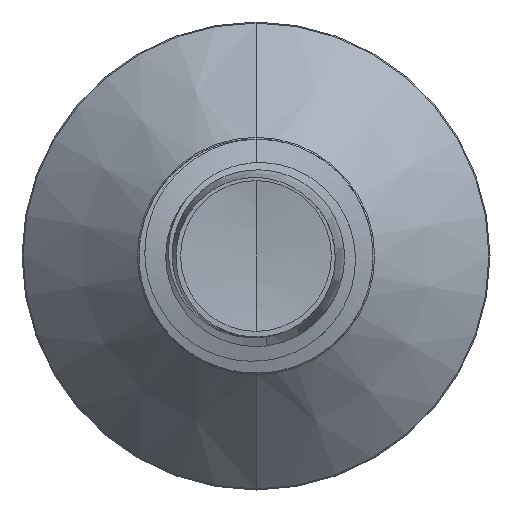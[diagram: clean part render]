
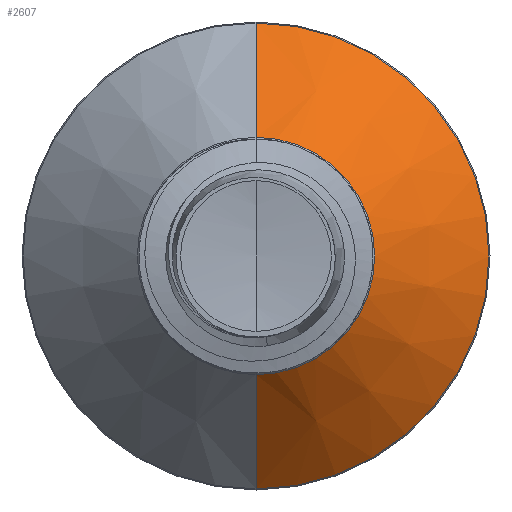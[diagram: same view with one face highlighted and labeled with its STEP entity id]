
A CAD part, front view. The second image highlights one B-rep face of the part: STEP entity #2607.
In plain terms, the highlighted conical face has half-angle 45 degrees and reference radius 1.522 mm.
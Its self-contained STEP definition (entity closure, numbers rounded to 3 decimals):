
#250 = FACE_OUTER_BOUND ( 'NONE', #8118, .T. ) ;
#452 = LINE ( 'NONE', #11922, #5956 ) ;
#725 = VECTOR ( 'NONE', #7141, 1000. ) ;
#939 = VERTEX_POINT ( 'NONE', #9188 ) ;
#1470 = CARTESIAN_POINT ( 'NONE',  ( 0., 5.437, 0. ) ) ;
#1905 = AXIS2_PLACEMENT_3D ( 'NONE', #11481, #14816, #6988 ) ;
#2066 = EDGE_CURVE ( 'NONE', #10756, #7803, #12358, .T. ) ;
#2607 = ADVANCED_FACE ( 'NONE', ( #250 ), #6168, .T. ) ;
#2740 = DIRECTION ( 'NONE',  ( 0., 0., 1. ) ) ;
#2798 = EDGE_CURVE ( 'NONE', #939, #13508, #14798, .T. ) ;
#4075 = DIRECTION ( 'NONE',  ( 0., 1., 0. ) ) ;
#4354 = EDGE_CURVE ( 'NONE', #7803, #13508, #13553, .T. ) ;
#5763 = CARTESIAN_POINT ( 'NONE',  ( 0., 5.437, -2.987 ) ) ;
#5771 = ORIENTED_EDGE ( 'NONE', *, *, #2066, .T. ) ;
#5956 = VECTOR ( 'NONE', #7428, 1000. ) ;
#6168 = CONICAL_SURFACE ( 'NONE', #1905, 1.522, 0.785 ) ;
#6988 = DIRECTION ( 'NONE',  ( 0., 0., 1. ) ) ;
#7141 = DIRECTION ( 'NONE',  ( 0., 0.707, -0.707 ) ) ;
#7428 = DIRECTION ( 'NONE',  ( 0., 0.707, 0.707 ) ) ;
#7464 = AXIS2_PLACEMENT_3D ( 'NONE', #1470, #9673, #2740 ) ;
#7803 = VERTEX_POINT ( 'NONE', #7963 ) ;
#7963 = CARTESIAN_POINT ( 'NONE',  ( 0., 3.972, -1.522 ) ) ;
#8118 = EDGE_LOOP ( 'NONE', ( #5771, #8735, #11752, #14743 ) ) ;
#8201 = CARTESIAN_POINT ( 'NONE',  ( 0., 3.972, -1.522 ) ) ;
#8455 = EDGE_CURVE ( 'NONE', #10756, #939, #452, .T. ) ;
#8735 = ORIENTED_EDGE ( 'NONE', *, *, #4354, .T. ) ;
#9188 = CARTESIAN_POINT ( 'NONE',  ( 0., 5.437, 2.987 ) ) ;
#9673 = DIRECTION ( 'NONE',  ( 0., 1., 0. ) ) ;
#10756 = VERTEX_POINT ( 'NONE', #13074 ) ;
#10859 = CARTESIAN_POINT ( 'NONE',  ( 0., 3.972, 0. ) ) ;
#11481 = CARTESIAN_POINT ( 'NONE',  ( 0., 3.972, 0. ) ) ;
#11752 = ORIENTED_EDGE ( 'NONE', *, *, #2798, .F. ) ;
#11922 = CARTESIAN_POINT ( 'NONE',  ( 0., 3.972, 1.522 ) ) ;
#12027 = DIRECTION ( 'NONE',  ( 0., 0., 1. ) ) ;
#12358 = CIRCLE ( 'NONE', #12557, 1.522 ) ;
#12557 = AXIS2_PLACEMENT_3D ( 'NONE', #10859, #4075, #12027 ) ;
#13074 = CARTESIAN_POINT ( 'NONE',  ( 0., 3.972, 1.522 ) ) ;
#13508 = VERTEX_POINT ( 'NONE', #5763 ) ;
#13553 = LINE ( 'NONE', #8201, #725 ) ;
#14743 = ORIENTED_EDGE ( 'NONE', *, *, #8455, .F. ) ;
#14798 = CIRCLE ( 'NONE', #7464, 2.987 ) ;
#14816 = DIRECTION ( 'NONE',  ( 0., 1., 0. ) ) ;
